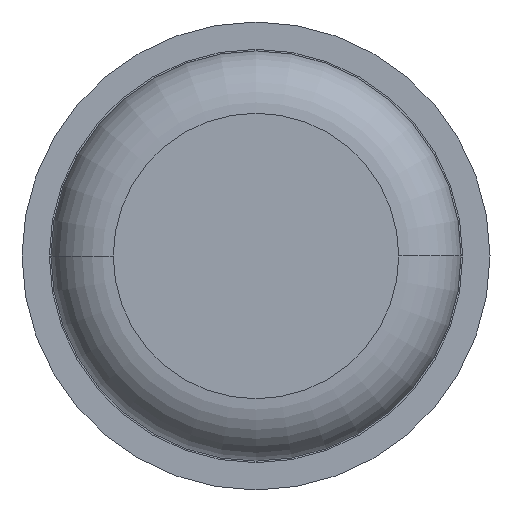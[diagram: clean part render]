
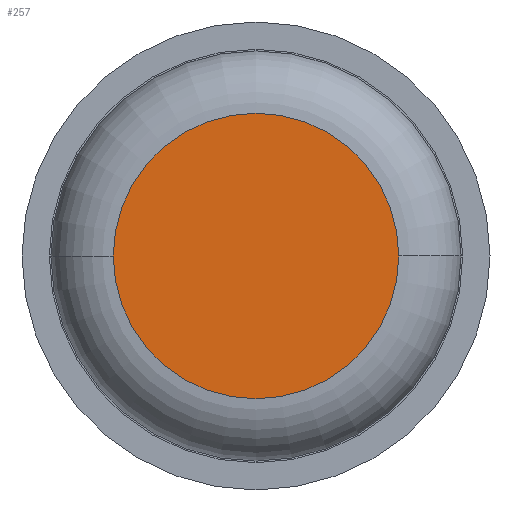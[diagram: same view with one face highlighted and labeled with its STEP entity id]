
A CAD part, front view. The second image highlights one B-rep face of the part: STEP entity #257.
In plain terms, the highlighted planar face has unit normal (0, -1, 0).
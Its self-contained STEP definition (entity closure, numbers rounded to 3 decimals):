
#47 = CARTESIAN_POINT ( 'NONE',  ( -0.915, 0., 0. ) ) ;
#257 = ADVANCED_FACE ( 'Defeature ausgef�hrt1_6', ( #4155 ), #2581, .F. ) ;
#331 = DIRECTION ( 'NONE',  ( 0., 1., 0. ) ) ;
#409 = DIRECTION ( 'NONE',  ( -1., 0., 0. ) ) ;
#613 = EDGE_CURVE ( 'Defeature ausgef�hrt1_6+Defeature ausgef�hrt1_7+Defeature ausgef�hrt1_7+Defeature ausgef�hrt1_7', #2466, #3492, #2732, .T. ) ;
#750 = EDGE_CURVE ( 'Defeature ausgef�hrt1_6+Defeature ausgef�hrt1_7+Defeature ausgef�hrt1_7+Defeature ausgef�hrt1_7', #3492, #2466, #2780, .T. ) ;
#1047 = EDGE_LOOP ( 'NONE', ( #2229, #1305 ) ) ;
#1116 = DIRECTION ( 'NONE',  ( 0., -1., 0. ) ) ;
#1288 = DIRECTION ( 'NONE',  ( -1., 0., 0. ) ) ;
#1305 = ORIENTED_EDGE ( 'NONE', *, *, #750, .T. ) ;
#2076 = CARTESIAN_POINT ( 'NONE',  ( 0., 0., 0. ) ) ;
#2229 = ORIENTED_EDGE ( 'NONE', *, *, #613, .T. ) ;
#2358 = AXIS2_PLACEMENT_3D ( 'NONE', #2627, #3652, #409 ) ;
#2447 = AXIS2_PLACEMENT_3D ( 'NONE', #2076, #1116, #3707 ) ;
#2466 = VERTEX_POINT ( 'NONE', #47 ) ;
#2521 = AXIS2_PLACEMENT_3D ( 'NONE', #2564, #331, #1288 ) ;
#2564 = CARTESIAN_POINT ( 'NONE',  ( 0., 0., 0. ) ) ;
#2581 = PLANE ( 'NONE',  #2521 ) ;
#2627 = CARTESIAN_POINT ( 'NONE',  ( 0., 0., 0. ) ) ;
#2732 = CIRCLE ( 'NONE', #2447, 0.915 ) ;
#2780 = CIRCLE ( 'NONE', #2358, 0.915 ) ;
#3492 = VERTEX_POINT ( 'NONE', #4041 ) ;
#3652 = DIRECTION ( 'NONE',  ( 0., -1., 0. ) ) ;
#3707 = DIRECTION ( 'NONE',  ( -1., 0., 0. ) ) ;
#4041 = CARTESIAN_POINT ( 'NONE',  ( 0.915, 0., 0. ) ) ;
#4155 = FACE_OUTER_BOUND ( 'NONE', #1047, .T. ) ;
